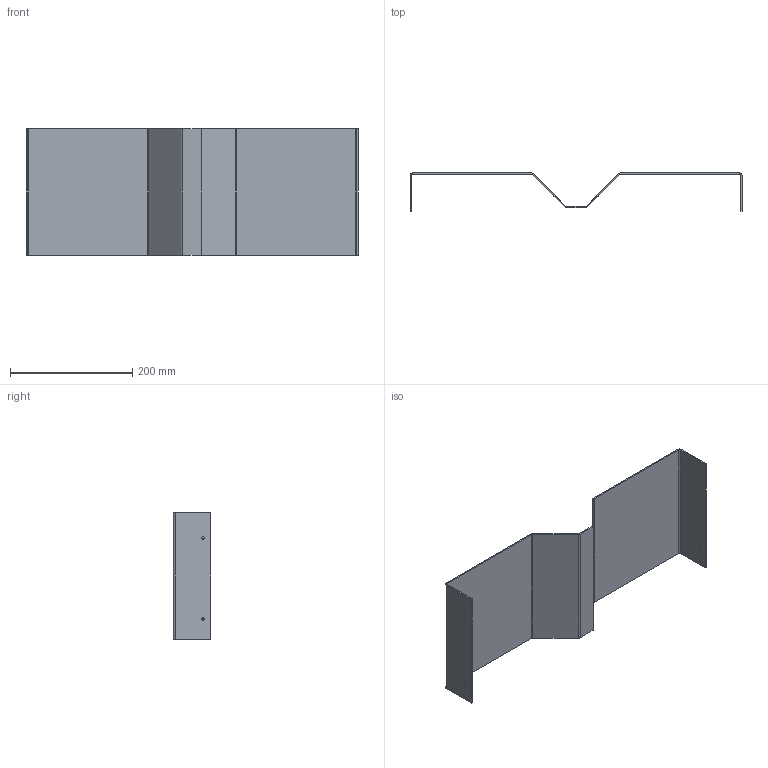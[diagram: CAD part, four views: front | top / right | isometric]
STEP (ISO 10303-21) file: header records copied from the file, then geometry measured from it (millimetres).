
FILE_DESCRIPTION(('FreeCAD Model'),'2;1');
FILE_NAME('lower_cover.step','2019-10-08T11:25:45',('Author'),(''), 'Open CASCADE STEP processor 7.3','FreeCAD','Unknown');
FILE_SCHEMA(('AUTOMOTIVE_DESIGN { 1 0 10303 214 1 1 1 1 }'));
Length unit declared in the file: millimetre
Products named in the file (1): Pocket001
Bounding box: 544.05 x 62 x 208 mm (x, y, z)
Volume: 293730.6 mm3; surface area: 297493.5 mm2
Topology: 1 solids, 1 shells, 58 faces, 120 edges, 64 vertices
Faces by surface type: plane 42, cylinder 16
Full cylindrical faces by diameter (mm): 4.2 x4
Entity records: 3075 total; most frequent: CARTESIAN_POINT 531, DIRECTION 492, LINE 284, VECTOR 284, ORIENTED_EDGE 240, PCURVE 240, DEFINITIONAL_REPRESENTATION 240, EDGE_CURVE 120
